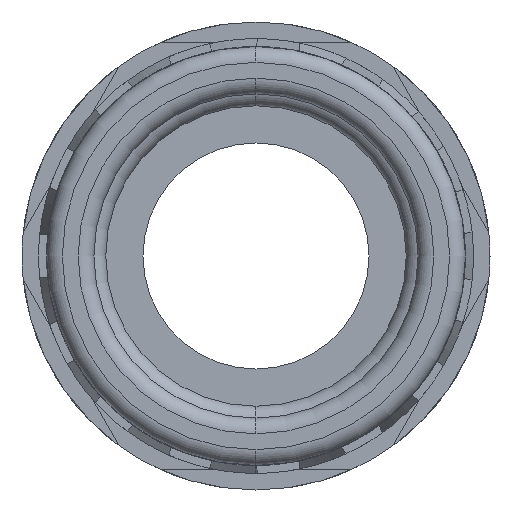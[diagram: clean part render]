
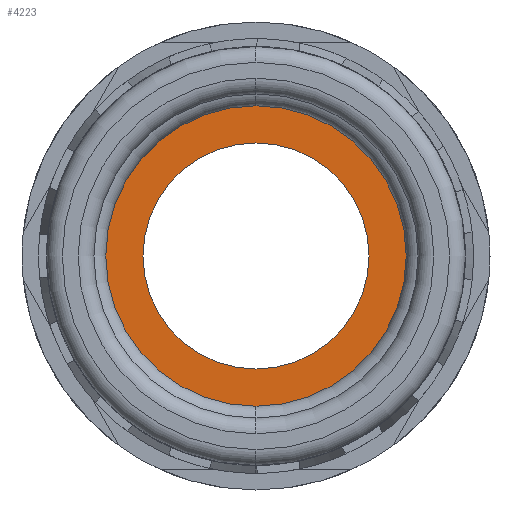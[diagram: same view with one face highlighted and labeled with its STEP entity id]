
A CAD part, left-side view. The second image highlights one B-rep face of the part: STEP entity #4223.
In plain terms, the highlighted planar face has unit normal (-1, 0, 0).
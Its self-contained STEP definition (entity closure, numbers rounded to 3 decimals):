
#283 = CARTESIAN_POINT ( 'NONE',  ( -98.5, 0., 0. ) ) ;
#295 = AXIS2_PLACEMENT_3D ( 'NONE', #283, #14304, #2294 ) ;
#415 = EDGE_LOOP ( 'NONE', ( #13482, #18975 ) ) ;
#928 = CIRCLE ( 'NONE', #19082, 7.15 ) ;
#1533 = CIRCLE ( 'NONE', #17547, 10.25 ) ;
#2294 = DIRECTION ( 'NONE',  ( 0., 0., 1. ) ) ;
#3585 = EDGE_CURVE ( 'NONE', #15485, #13366, #928, .T. ) ;
#3987 = DIRECTION ( 'NONE',  ( 0., 0., 1. ) ) ;
#4025 = DIRECTION ( 'NONE',  ( -1., 0., 0. ) ) ;
#4031 = PLANE ( 'NONE',  #19829 ) ;
#4117 = CARTESIAN_POINT ( 'NONE',  ( -98.5, 0., 0. ) ) ;
#4217 = DIRECTION ( 'NONE',  ( -1., 0., 0. ) ) ;
#4223 = ADVANCED_FACE ( 'NONE', ( #20716, #21843 ), #4031, .T. ) ;
#6327 = CIRCLE ( 'NONE', #21610, 10.25 ) ;
#8946 = DIRECTION ( 'NONE',  ( 0., 0., 1. ) ) ;
#8980 = DIRECTION ( 'NONE',  ( -1., 0., 0. ) ) ;
#8987 = CARTESIAN_POINT ( 'NONE',  ( -98.5, 0., 0. ) ) ;
#10249 = CARTESIAN_POINT ( 'NONE',  ( -98.5, 0., -10.25 ) ) ;
#10429 = EDGE_CURVE ( 'NONE', #19626, #17625, #1533, .T. ) ;
#11487 = DIRECTION ( 'NONE',  ( -1., 0., 0. ) ) ;
#12542 = CARTESIAN_POINT ( 'NONE',  ( -98.5, 0., 0. ) ) ;
#13366 = VERTEX_POINT ( 'NONE', #15944 ) ;
#13482 = ORIENTED_EDGE ( 'NONE', *, *, #19727, .F. ) ;
#14304 = DIRECTION ( 'NONE',  ( -1., 0., 0. ) ) ;
#14653 = ORIENTED_EDGE ( 'NONE', *, *, #19670, .T. ) ;
#15485 = VERTEX_POINT ( 'NONE', #17426 ) ;
#15944 = CARTESIAN_POINT ( 'NONE',  ( -98.5, 0., 7.15 ) ) ;
#16092 = CARTESIAN_POINT ( 'NONE',  ( -98.5, 0., 0. ) ) ;
#16110 = CIRCLE ( 'NONE', #295, 7.15 ) ;
#16420 = CARTESIAN_POINT ( 'NONE',  ( -98.5, 0., 10.25 ) ) ;
#17426 = CARTESIAN_POINT ( 'NONE',  ( -98.5, 0., -7.15 ) ) ;
#17547 = AXIS2_PLACEMENT_3D ( 'NONE', #12542, #11487, #19036 ) ;
#17625 = VERTEX_POINT ( 'NONE', #16420 ) ;
#17940 = DIRECTION ( 'NONE',  ( 0., 0., 1. ) ) ;
#17968 = EDGE_LOOP ( 'NONE', ( #14653, #23172 ) ) ;
#18975 = ORIENTED_EDGE ( 'NONE', *, *, #3585, .F. ) ;
#19036 = DIRECTION ( 'NONE',  ( 0., 0., 1. ) ) ;
#19082 = AXIS2_PLACEMENT_3D ( 'NONE', #8987, #8980, #8946 ) ;
#19626 = VERTEX_POINT ( 'NONE', #10249 ) ;
#19670 = EDGE_CURVE ( 'NONE', #17625, #19626, #6327, .T. ) ;
#19727 = EDGE_CURVE ( 'NONE', #13366, #15485, #16110, .T. ) ;
#19829 = AXIS2_PLACEMENT_3D ( 'NONE', #4117, #4025, #3987 ) ;
#20716 = FACE_BOUND ( 'NONE', #415, .T. ) ;
#21610 = AXIS2_PLACEMENT_3D ( 'NONE', #16092, #4217, #17940 ) ;
#21843 = FACE_OUTER_BOUND ( 'NONE', #17968, .T. ) ;
#23172 = ORIENTED_EDGE ( 'NONE', *, *, #10429, .T. ) ;
